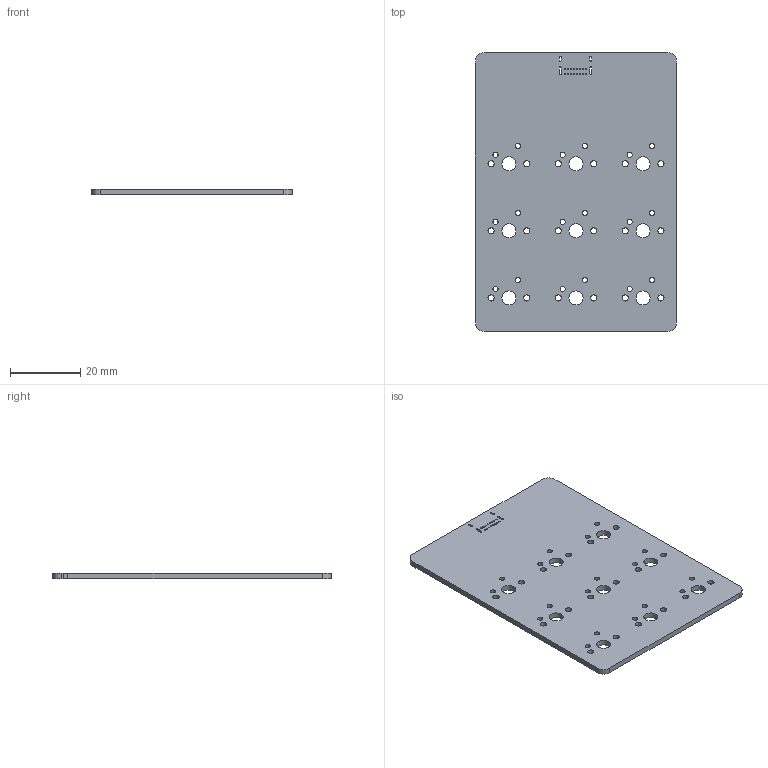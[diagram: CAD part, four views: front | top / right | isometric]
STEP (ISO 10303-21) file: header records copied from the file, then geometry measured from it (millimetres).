
FILE_DESCRIPTION(('KiCad electronic assembly'),'2;1');
FILE_NAME('totoro-pcb-macropad.step','2020-09-02T17:45:13',('An Author') ,('A Company'),'Open CASCADE STEP processor 6.9', 'KiCad to STEP converter','Unknown');
FILE_SCHEMA(('AUTOMOTIVE_DESIGN { 1 0 10303 214 1 1 1 1 }'));
Length unit declared in the file: millimetre
Products named in the file (2): Open CASCADE STEP translator 6.9 1; COMPOUND
Assembly tree (1 placements, depth 2):
  Open CASCADE STEP translator 6.9 1
    COMPOUND
Bounding box: 57.15 x 79.25 x 1.6 mm (x, y, z)
Volume: 6930.1 mm3; surface area: 9622.9 mm2
Topology: 1 solids, 1 shells, 90 faces, 264 edges, 176 vertices
Faces by surface type: cylinder 73, plane 17
Full cylindrical faces by diameter (mm): 0.4 x16, 1.47 x18, 1.75 x18, 3.988 x9
Entity records: 6813 total; most frequent: DIRECTION 1122, CARTESIAN_POINT 1060, ORIENTED_EDGE 528, PCURVE 528, DEFINITIONAL_REPRESENTATION 528, LINE 500, VECTOR 500, CIRCLE 292
